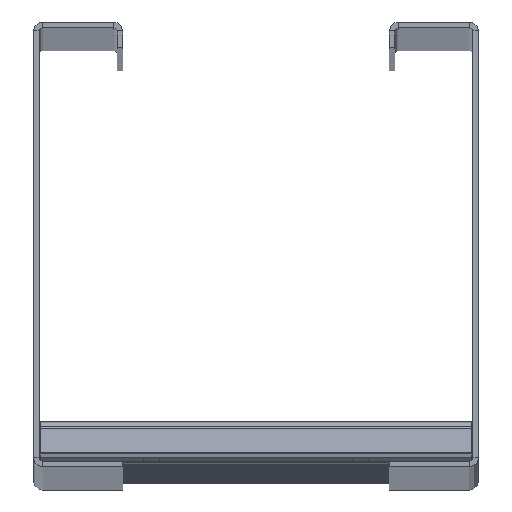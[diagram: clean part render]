
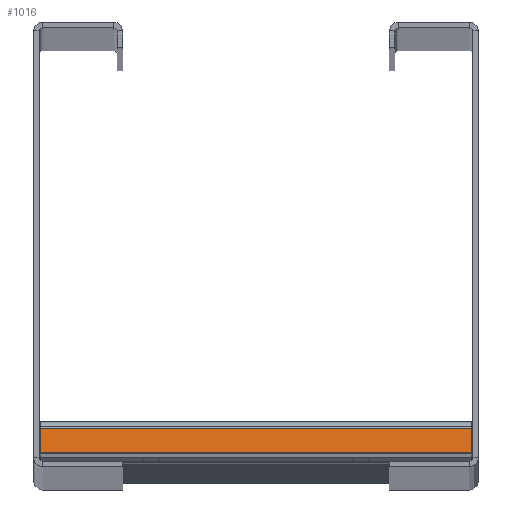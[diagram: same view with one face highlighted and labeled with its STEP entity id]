
A CAD part, top view. The second image highlights one B-rep face of the part: STEP entity #1016.
In plain terms, the highlighted face is planar.
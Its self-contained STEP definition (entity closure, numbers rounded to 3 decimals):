
#81 = VECTOR ( 'NONE', #1142, 1000. ) ;
#106 = DIRECTION ( 'NONE',  ( -0.156, -0.988, 0. ) ) ;
#222 = DIRECTION ( 'NONE',  ( 0.988, -0.156, 0. ) ) ;
#242 = EDGE_CURVE ( 'NONE', #555, #1591, #589, .T. ) ;
#266 = FACE_OUTER_BOUND ( 'NONE', #2011, .T. ) ;
#303 = EDGE_CURVE ( 'NONE', #2097, #340, #1327, .T. ) ;
#332 = EDGE_CURVE ( 'NONE', #555, #2097, #535, .T. ) ;
#333 = ORIENTED_EDGE ( 'NONE', *, *, #332, .F. ) ;
#340 = VERTEX_POINT ( 'NONE', #2023 ) ;
#419 = AXIS2_PLACEMENT_3D ( 'NONE', #874, #222, #1928 ) ;
#459 = CARTESIAN_POINT ( 'NONE',  ( -17.457, 4.047, -97. ) ) ;
#520 = LINE ( 'NONE', #459, #1702 ) ;
#535 = LINE ( 'NONE', #977, #81 ) ;
#555 = VERTEX_POINT ( 'NONE', #1864 ) ;
#589 = LINE ( 'NONE', #959, #1611 ) ;
#664 = ORIENTED_EDGE ( 'NONE', *, *, #1497, .T. ) ;
#855 = CARTESIAN_POINT ( 'NONE',  ( -17.457, 4.047, 97. ) ) ;
#874 = CARTESIAN_POINT ( 'NONE',  ( -17.457, 4.047, 97. ) ) ;
#917 = VECTOR ( 'NONE', #2012, 1000. ) ;
#959 = CARTESIAN_POINT ( 'NONE',  ( -15.717, 15.047, 97. ) ) ;
#977 = CARTESIAN_POINT ( 'NONE',  ( -17.457, 4.047, 97. ) ) ;
#1016 = ADVANCED_FACE ( 'NONE', ( #266 ), #1576, .F. ) ;
#1140 = ORIENTED_EDGE ( 'NONE', *, *, #242, .T. ) ;
#1142 = DIRECTION ( 'NONE',  ( -0.156, -0.988, 0. ) ) ;
#1327 = LINE ( 'NONE', #1815, #917 ) ;
#1492 = ORIENTED_EDGE ( 'NONE', *, *, #303, .F. ) ;
#1497 = EDGE_CURVE ( 'NONE', #1591, #340, #520, .T. ) ;
#1576 = PLANE ( 'NONE',  #419 ) ;
#1591 = VERTEX_POINT ( 'NONE', #2094 ) ;
#1611 = VECTOR ( 'NONE', #2144, 1000. ) ;
#1702 = VECTOR ( 'NONE', #106, 1000. ) ;
#1815 = CARTESIAN_POINT ( 'NONE',  ( -17.457, 4.047, 97. ) ) ;
#1864 = CARTESIAN_POINT ( 'NONE',  ( -15.717, 15.047, 97. ) ) ;
#1928 = DIRECTION ( 'NONE',  ( 0.156, 0.988, 0. ) ) ;
#2011 = EDGE_LOOP ( 'NONE', ( #664, #1492, #333, #1140 ) ) ;
#2012 = DIRECTION ( 'NONE',  ( 0., 0., -1. ) ) ;
#2023 = CARTESIAN_POINT ( 'NONE',  ( -17.457, 4.047, -97. ) ) ;
#2094 = CARTESIAN_POINT ( 'NONE',  ( -15.717, 15.047, -97. ) ) ;
#2097 = VERTEX_POINT ( 'NONE', #855 ) ;
#2144 = DIRECTION ( 'NONE',  ( 0., 0., -1. ) ) ;
